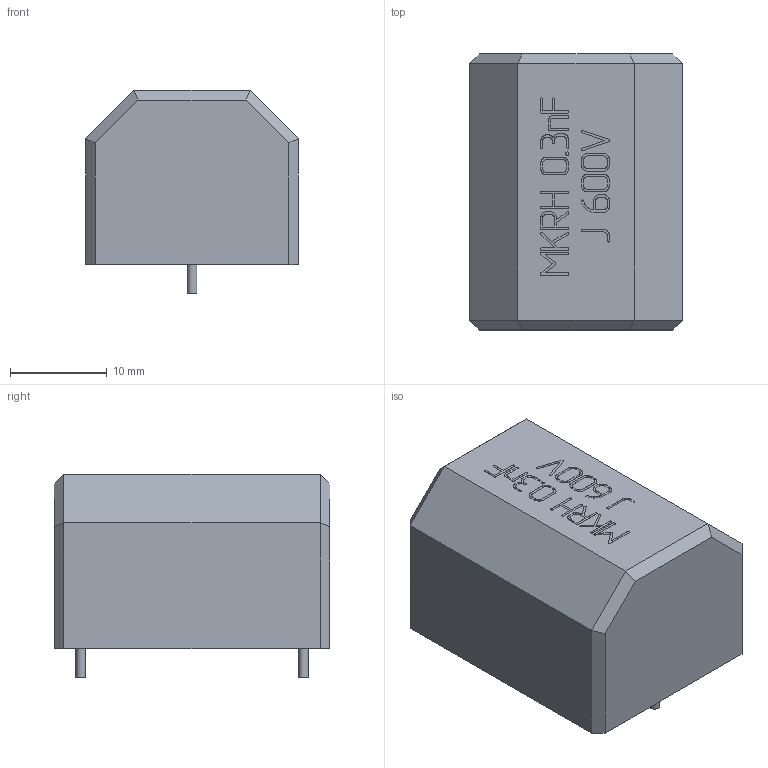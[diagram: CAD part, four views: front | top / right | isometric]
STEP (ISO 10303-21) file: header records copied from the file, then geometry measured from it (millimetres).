
FILE_DESCRIPTION(('STEP AP214'), '1');
FILE_NAME('MKRH 0.3nF J 600V', '2022-07-13T12:44:08', ('ava'), (''), 'ASCON STEP Converter 1.3', 'ASCON Math Kernel', '');
FILE_SCHEMA(('AUTOMOTIVE_DESIGN { 1 0 10303 214 3 1 1}'));
Length unit declared in the file: millimetre
Products named in the file (1): 1
Bounding box: 22 x 28.5 x 21 mm (x, y, z)
Volume: 10527 mm3; surface area: 2811.2 mm2
Topology: 1 solids, 1 shells, 675 faces, 1948 edges, 1296 vertices
Faces by surface type: cylinder 371, plane 304
Full cylindrical faces by diameter (mm): 1 x2
Entity records: 27666 total; most frequent: DIRECTION 4040, CARTESIAN_POINT 3918, ORIENTED_EDGE 3892, EDGE_CURVE 1946, AXIS2_PLACEMENT_3D 1418, VERTEX_POINT 1296, LINE 1204, VECTOR 1204
